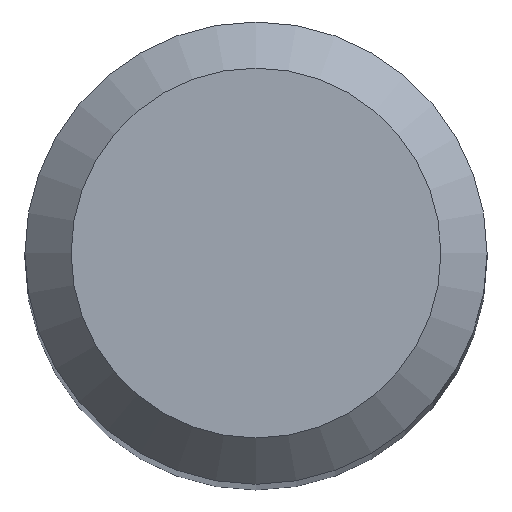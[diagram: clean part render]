
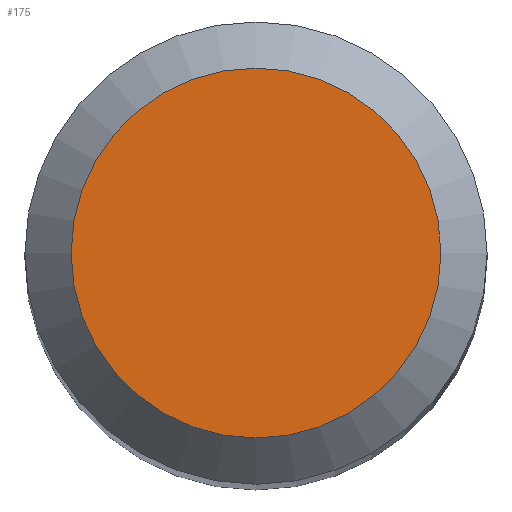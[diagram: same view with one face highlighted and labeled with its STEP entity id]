
A CAD part, top view. The second image highlights one B-rep face of the part: STEP entity #175.
In plain terms, the highlighted planar face has unit normal (0, 0, 1).
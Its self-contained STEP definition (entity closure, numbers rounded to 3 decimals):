
#4 = DIRECTION ( 'NONE',  ( 0., 0., -1. ) ) ;
#10 = VERTEX_POINT ( 'NONE', #111 ) ;
#17 = FACE_OUTER_BOUND ( 'NONE', #236, .T. ) ;
#54 = DIRECTION ( 'NONE',  ( 0., 1., 0. ) ) ;
#72 = CIRCLE ( 'NONE', #85, 1.6 ) ;
#77 = AXIS2_PLACEMENT_3D ( 'NONE', #96, #165, #187 ) ;
#85 = AXIS2_PLACEMENT_3D ( 'NONE', #145, #4, #54 ) ;
#96 = CARTESIAN_POINT ( 'NONE',  ( 0., 0., 35. ) ) ;
#111 = CARTESIAN_POINT ( 'NONE',  ( 0., 1.6, 35. ) ) ;
#112 = EDGE_CURVE ( 'NONE', #10, #10, #72, .T. ) ;
#145 = CARTESIAN_POINT ( 'NONE',  ( 0., 0., 35. ) ) ;
#159 = ORIENTED_EDGE ( 'NONE', *, *, #112, .F. ) ;
#165 = DIRECTION ( 'NONE',  ( 0., 0., -1. ) ) ;
#175 = ADVANCED_FACE ( 'NONE', ( #17 ), #207, .F. ) ;
#187 = DIRECTION ( 'NONE',  ( 0., 1., 0. ) ) ;
#207 = PLANE ( 'NONE',  #77 ) ;
#236 = EDGE_LOOP ( 'NONE', ( #159 ) ) ;
